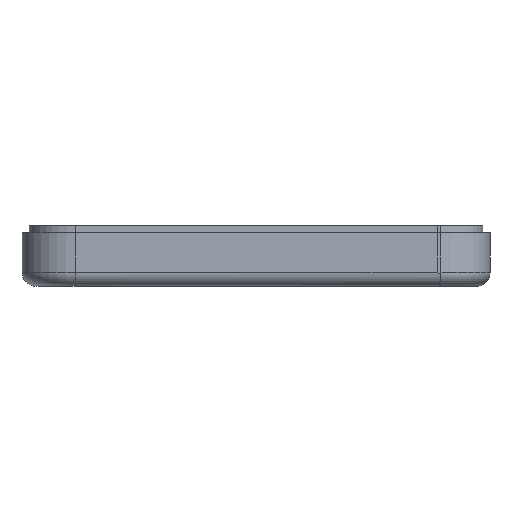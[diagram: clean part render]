
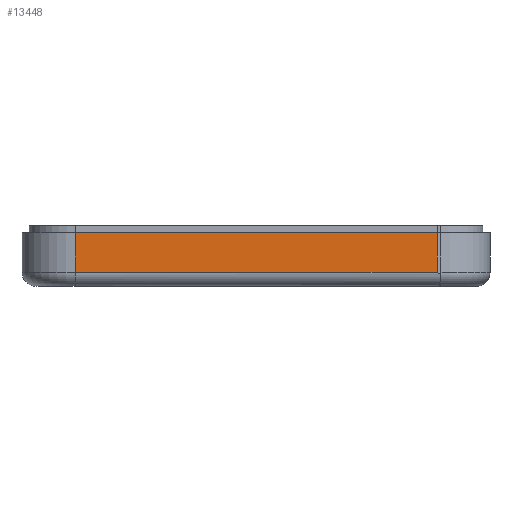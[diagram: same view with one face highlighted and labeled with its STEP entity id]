
A CAD part, front view. The second image highlights one B-rep face of the part: STEP entity #13448.
In plain terms, the highlighted planar face has unit normal (0, -1, 0).
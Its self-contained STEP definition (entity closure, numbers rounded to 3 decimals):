
#2159=FACE_OUTER_BOUND('',#2950,.T.);
#2950=EDGE_LOOP('',(#12427,#12428,#12429,#12430));
#3939=LINE('',#26180,#5027);
#4029=LINE('',#26655,#5117);
#4038=LINE('',#26686,#5126);
#4039=LINE('',#26688,#5127);
#5027=VECTOR('',#15473,10.);
#5117=VECTOR('',#15797,10.);
#5126=VECTOR('',#15840,10.);
#5127=VECTOR('',#15843,10.);
#6346=VERTEX_POINT('',#26177);
#6347=VERTEX_POINT('',#26179);
#6448=VERTEX_POINT('',#26652);
#6449=VERTEX_POINT('',#26654);
#8270=EDGE_CURVE('',#6346,#6347,#3939,.T.);
#8433=EDGE_CURVE('',#6449,#6448,#4029,.T.);
#8447=EDGE_CURVE('',#6346,#6449,#4038,.T.);
#8448=EDGE_CURVE('',#6347,#6448,#4039,.T.);
#12427=ORIENTED_EDGE('',*,*,#8270,.F.);
#12428=ORIENTED_EDGE('',*,*,#8447,.T.);
#12429=ORIENTED_EDGE('',*,*,#8433,.T.);
#12430=ORIENTED_EDGE('',*,*,#8448,.F.);
#12721=PLANE('',#13894);
#13448=ADVANCED_FACE('',(#2159),#12721,.T.);
#13894=AXIS2_PLACEMENT_3D('',#26687,#15841,#15842);
#15473=DIRECTION('',(-1.,0.,0.));
#15797=DIRECTION('',(-1.,0.,0.));
#15840=DIRECTION('',(0.,0.,1.));
#15841=DIRECTION('center_axis',(0.,-1.,0.));
#15842=DIRECTION('ref_axis',(1.,0.,0.));
#15843=DIRECTION('',(0.,0.,1.));
#26177=CARTESIAN_POINT('',(25.515,-43.,0.99));
#26179=CARTESIAN_POINT('',(-25.5,-43.,0.99));
#26180=CARTESIAN_POINT('',(-12.76,-43.,0.99));
#26652=CARTESIAN_POINT('',(-25.5,-43.,6.553));
#26654=CARTESIAN_POINT('',(25.515,-43.,6.553));
#26655=CARTESIAN_POINT('',(-12.76,-43.,6.553));
#26686=CARTESIAN_POINT('',(25.515,-43.,-1.01));
#26687=CARTESIAN_POINT('Origin',(-25.5,-43.,-1.01));
#26688=CARTESIAN_POINT('',(-25.5,-43.,-1.01));
